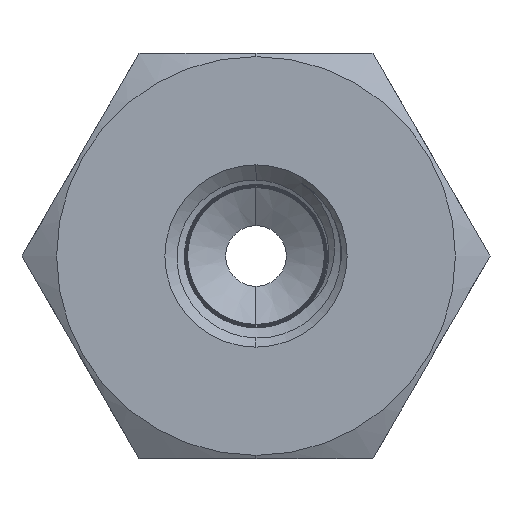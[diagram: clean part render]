
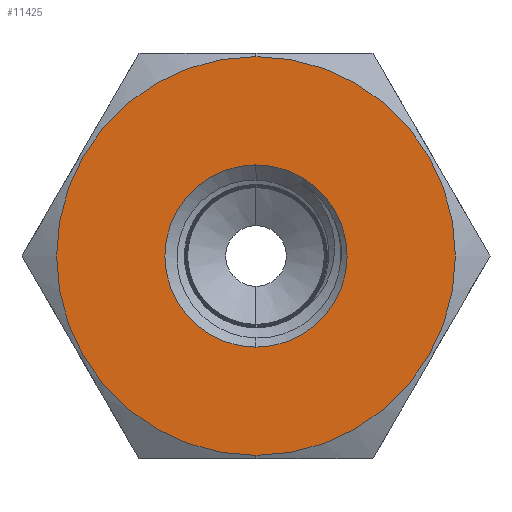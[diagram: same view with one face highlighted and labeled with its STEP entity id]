
A CAD part, left-side view. The second image highlights one B-rep face of the part: STEP entity #11425.
In plain terms, the highlighted planar face has unit normal (-1, 0, 0).
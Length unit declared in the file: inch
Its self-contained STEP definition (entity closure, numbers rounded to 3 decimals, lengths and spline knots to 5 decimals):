
#36 = EDGE_CURVE ( 'NONE', #13364, #5928, #10663, .T. ) ;
#233 = DIRECTION ( 'NONE',  ( 0., 0., 1. ) ) ;
#326 = AXIS2_PLACEMENT_3D ( 'NONE', #15164, #1192, #7103 ) ;
#943 = PLANE ( 'NONE',  #5485 ) ;
#1192 = DIRECTION ( 'NONE',  ( -1., 0., 0. ) ) ;
#1264 = CIRCLE ( 'NONE', #5262, 0.615 ) ;
#1436 = FACE_OUTER_BOUND ( 'NONE', #11673, .T. ) ;
#1907 = EDGE_CURVE ( 'NONE', #5819, #13779, #1264, .T. ) ;
#2088 = CARTESIAN_POINT ( 'NONE',  ( -1.12, 0., -0.615 ) ) ;
#2420 = EDGE_CURVE ( 'NONE', #13779, #5819, #11745, .T. ) ;
#2915 = EDGE_CURVE ( 'NONE', #5928, #13364, #4941, .T. ) ;
#3047 = CARTESIAN_POINT ( 'NONE',  ( -1.12, 0., 0.615 ) ) ;
#3206 = AXIS2_PLACEMENT_3D ( 'NONE', #4223, #6472, #6579 ) ;
#3577 = CARTESIAN_POINT ( 'NONE',  ( -1.12, 0., 0. ) ) ;
#4223 = CARTESIAN_POINT ( 'NONE',  ( -1.12, 0., 0. ) ) ;
#4906 = DIRECTION ( 'NONE',  ( -1., 0., 0. ) ) ;
#4941 = CIRCLE ( 'NONE', #3206, 0.281 ) ;
#5262 = AXIS2_PLACEMENT_3D ( 'NONE', #3577, #4906, #233 ) ;
#5463 = CARTESIAN_POINT ( 'NONE',  ( -1.12, 0., 0. ) ) ;
#5485 = AXIS2_PLACEMENT_3D ( 'NONE', #5463, #11417, #9166 ) ;
#5819 = VERTEX_POINT ( 'NONE', #3047 ) ;
#5833 = ORIENTED_EDGE ( 'NONE', *, *, #1907, .T. ) ;
#5928 = VERTEX_POINT ( 'NONE', #6580 ) ;
#6002 = CARTESIAN_POINT ( 'NONE',  ( -1.12, 0., 0. ) ) ;
#6472 = DIRECTION ( 'NONE',  ( -1., 0., 0. ) ) ;
#6579 = DIRECTION ( 'NONE',  ( 0., 0., 1. ) ) ;
#6580 = CARTESIAN_POINT ( 'NONE',  ( -1.12, 0., -0.281 ) ) ;
#7103 = DIRECTION ( 'NONE',  ( 0., 0., 1. ) ) ;
#7602 = ORIENTED_EDGE ( 'NONE', *, *, #36, .F. ) ;
#8346 = EDGE_LOOP ( 'NONE', ( #7602, #9550 ) ) ;
#9166 = DIRECTION ( 'NONE',  ( 0., 0., -1. ) ) ;
#9550 = ORIENTED_EDGE ( 'NONE', *, *, #2915, .F. ) ;
#10663 = CIRCLE ( 'NONE', #12437, 0.281 ) ;
#11417 = DIRECTION ( 'NONE',  ( 1., 0., 0. ) ) ;
#11425 = ADVANCED_FACE ( 'NONE', ( #1436, #14293 ), #943, .F. ) ;
#11673 = EDGE_LOOP ( 'NONE', ( #12102, #5833 ) ) ;
#11745 = CIRCLE ( 'NONE', #326, 0.615 ) ;
#12102 = ORIENTED_EDGE ( 'NONE', *, *, #2420, .T. ) ;
#12437 = AXIS2_PLACEMENT_3D ( 'NONE', #6002, #14209, #12950 ) ;
#12950 = DIRECTION ( 'NONE',  ( 0., 0., 1. ) ) ;
#13364 = VERTEX_POINT ( 'NONE', #13595 ) ;
#13595 = CARTESIAN_POINT ( 'NONE',  ( -1.12, 0., 0.281 ) ) ;
#13779 = VERTEX_POINT ( 'NONE', #2088 ) ;
#14209 = DIRECTION ( 'NONE',  ( -1., 0., 0. ) ) ;
#14293 = FACE_BOUND ( 'NONE', #8346, .T. ) ;
#15164 = CARTESIAN_POINT ( 'NONE',  ( -1.12, 0., 0. ) ) ;
